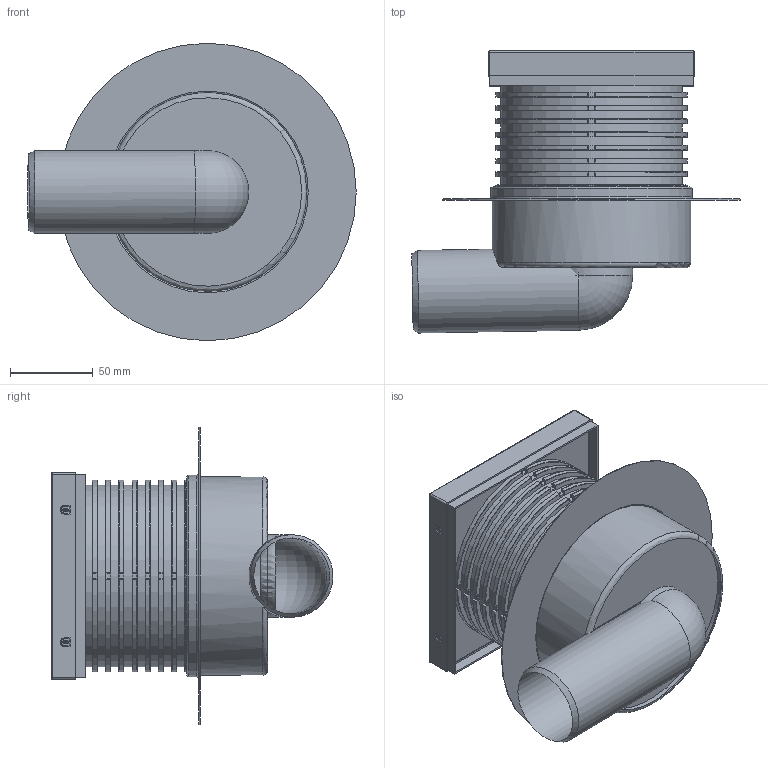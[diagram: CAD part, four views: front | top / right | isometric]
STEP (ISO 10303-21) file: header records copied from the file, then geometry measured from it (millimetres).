
FILE_DESCRIPTION(('STEP AP242'), '1');
FILE_NAME('C425XL', '', ('UNSPECIFIED'), ('UNSPECIFIED'), 'ASCON STEP Converter 1.6', 'ASCON Math Kernel', '');
FILE_SCHEMA(('AP242_MANAGED_MODEL_BASED_3D_ENGINEERING_MIM_LF { 1 0 10303 442 1 1 4 }'));
Length unit declared in the file: millimetre
Assembly tree (3 placements, depth 2):
  (unnamed)
    (unnamed)
    (unnamed)
    (unnamed)
Bounding box: 198.67 x 170.54 x 180 mm (x, y, z)
Volume: 247231.1 mm3; surface area: 291850 mm2
Topology: 5 solids, 6 shells, 829 faces, 2173 edges, 1360 vertices
Faces by surface type: cylinder 302, torus 183, plane 171, bspline 164, sphere 8, cone 1
Full cylindrical faces by diameter (mm): 44 x1, 46 x1, 50 x2, 108 x1, 110 x9, 116 x1, 120 x2, 122 x1
Entity records: 54616 total; most frequent: CARTESIAN_POINT 28784, ORIENTED_EDGE 4250, DIRECTION 3560, EDGE_CURVE 2126, AXIS2_PLACEMENT_3D 1442, VERTEX_POINT 1358, EDGE_LOOP 893, FACE_BOUND 847
